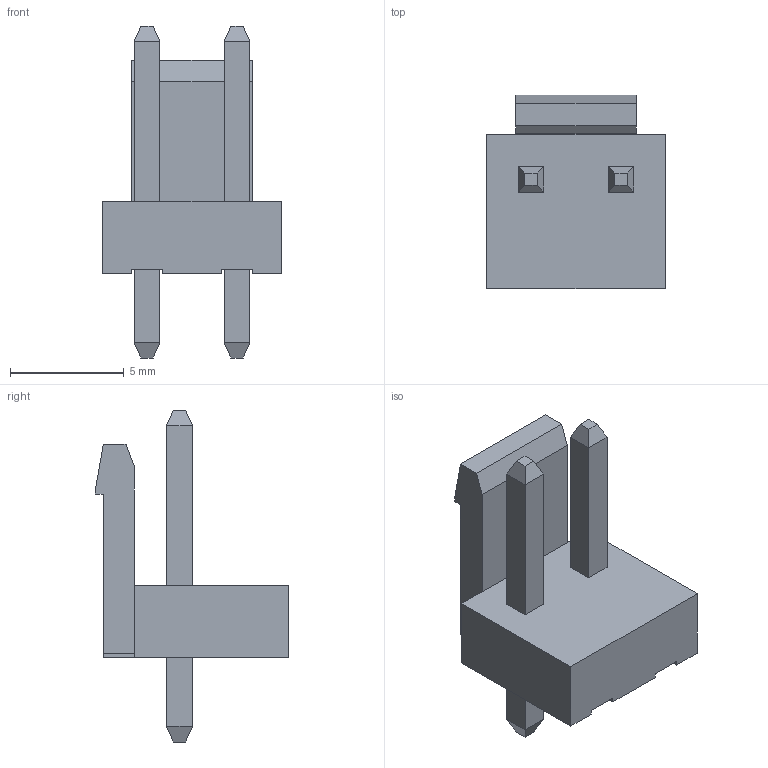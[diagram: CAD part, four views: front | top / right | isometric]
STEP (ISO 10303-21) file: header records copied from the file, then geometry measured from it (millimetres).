
FILE_DESCRIPTION(/* description */ ('','CAx-IF Rec.Pracs.---Representation and Presentation of Product Manufacturing Information (PMI)---4.0---2014-10-13'),/* implementation_level */ '2;1');
FILE_NAME(/* name */ 'JST_VH_B2P-VH_1x02_P3.96mm_Vertical.step',/* time_stamp */ '2025-01-05T00:02:31+09:00',/* author */ (''),/* organization */ (''),/* preprocessor_version */ 'ST-DEVELOPER v20',/* originating_system */ 'Autodesk Translation Framework v13.20.0.188',/* authorisation */ '');
FILE_SCHEMA (('AP242_MANAGED_MODEL_BASED_3D_ENGINEERING_MIM_LF { 1 0 10303 442 1 1 4 }'));
Length unit declared in the file: millimetre
Products named in the file (1): JST_VH_B2P-VH_1x02_P3.96mm_Vertical
Bounding box: 7.86 x 8.5 x 14.6 mm (x, y, z)
Volume: 263.8 mm3; surface area: 465.4 mm2
Topology: 3 solids, 3 shells, 60 faces, 142 edges, 88 vertices
Faces by surface type: plane 60
Entity records: 1719 total; most frequent: CARTESIAN_POINT 291, ORIENTED_EDGE 284, DIRECTION 264, LINE 142, VECTOR 142, EDGE_CURVE 142, VERTEX_POINT 88, EDGE_LOOP 64
